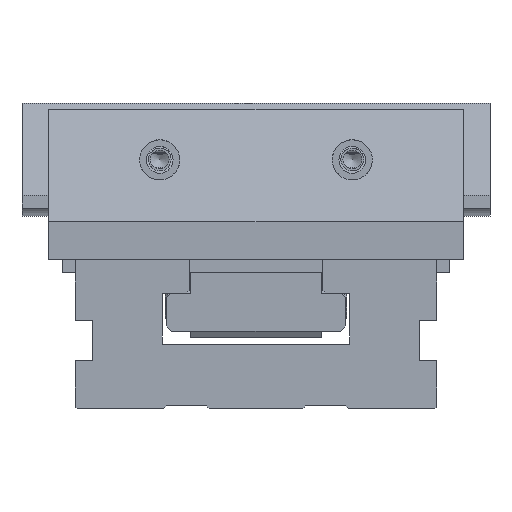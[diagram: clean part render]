
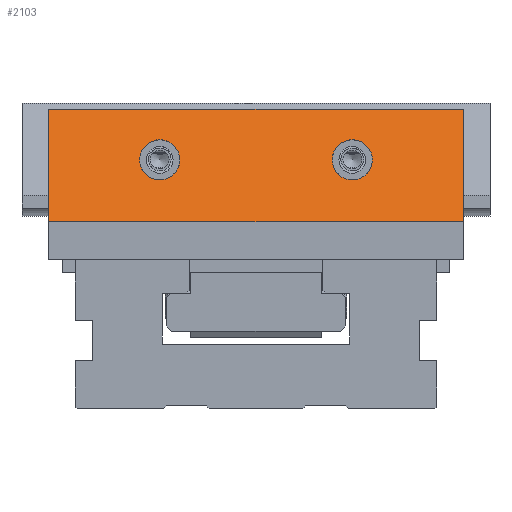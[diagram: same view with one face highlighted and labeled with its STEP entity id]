
A CAD part, left-side view. The second image highlights one B-rep face of the part: STEP entity #2103.
In plain terms, the highlighted planar face has unit normal (-0.924, 0, 0.383).
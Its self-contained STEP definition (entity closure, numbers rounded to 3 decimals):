
#1402=FACE_BOUND('',#3123,.T.);
#1403=FACE_BOUND('',#3124,.T.);
#1404=FACE_BOUND('',#3125,.T.);
#1784=ELLIPSE('',#8725,8.118,7.5);
#1785=ELLIPSE('',#8740,8.118,7.5);
#2103=ADVANCED_FACE('',(#1402,#1403,#1404),#2538,.F.);
#2538=PLANE('',#8751);
#3123=EDGE_LOOP('',(#3862,#3863,#3864,#3865));
#3124=EDGE_LOOP('',(#3866));
#3125=EDGE_LOOP('',(#3867));
#3862=ORIENTED_EDGE('',*,*,#6435,.T.);
#3863=ORIENTED_EDGE('',*,*,#6448,.T.);
#3864=ORIENTED_EDGE('',*,*,#6440,.T.);
#3865=ORIENTED_EDGE('',*,*,#6472,.T.);
#3866=ORIENTED_EDGE('',*,*,#6492,.F.);
#3867=ORIENTED_EDGE('',*,*,#6486,.F.);
#5698=VERTEX_POINT('',#11593);
#5699=VERTEX_POINT('',#11594);
#5702=VERTEX_POINT('',#11603);
#5703=VERTEX_POINT('',#11604);
#5734=VERTEX_POINT('',#11693);
#5741=VERTEX_POINT('',#11715);
#6435=EDGE_CURVE('',#5698,#5699,#7408,.T.);
#6440=EDGE_CURVE('',#5702,#5703,#7411,.T.);
#6448=EDGE_CURVE('',#5699,#5702,#7419,.T.);
#6472=EDGE_CURVE('',#5703,#5698,#7436,.T.);
#6486=EDGE_CURVE('',#5734,#5734,#1784,.T.);
#6492=EDGE_CURVE('',#5741,#5741,#1785,.T.);
#7408=LINE('',#11592,#8057);
#7411=LINE('',#11602,#8060);
#7419=LINE('',#11617,#8068);
#7436=LINE('',#11663,#8085);
#8057=VECTOR('',#9460,1.);
#8060=VECTOR('',#9469,1.);
#8068=VECTOR('',#9479,1.);
#8085=VECTOR('',#9516,1.);
#8725=AXIS2_PLACEMENT_3D('',#11692,#9551,#9552);
#8740=AXIS2_PLACEMENT_3D('',#11714,#9581,#9582);
#8751=AXIS2_PLACEMENT_3D('',#11730,#9603,#9604);
#9460=DIRECTION('',(0.,1.,0.));
#9469=DIRECTION('',(0.,-1.,0.));
#9479=DIRECTION('',(-0.383,0.,-0.924));
#9516=DIRECTION('',(0.383,0.,0.924));
#9551=DIRECTION('',(-0.924,0.,0.383));
#9552=DIRECTION('',(0.383,0.,0.924));
#9581=DIRECTION('',(-0.924,0.,0.383));
#9582=DIRECTION('',(0.383,0.,0.924));
#9603=DIRECTION('',(0.924,0.,-0.383));
#9604=DIRECTION('',(0.383,0.,0.924));
#11592=CARTESIAN_POINT('',(17.407,67.5,112.4));
#11593=CARTESIAN_POINT('',(17.407,-10.,112.4));
#11594=CARTESIAN_POINT('',(17.407,145.,112.4));
#11602=CARTESIAN_POINT('',(0.,67.5,70.377));
#11603=CARTESIAN_POINT('',(0.,145.,70.377));
#11604=CARTESIAN_POINT('',(0.,-10.,70.377));
#11617=CARTESIAN_POINT('',(0.992,145.,72.772));
#11663=CARTESIAN_POINT('',(0.992,-10.,72.772));
#11692=CARTESIAN_POINT('',(9.578,103.5,93.5));
#11693=CARTESIAN_POINT('',(12.685,103.5,101.));
#11714=CARTESIAN_POINT('',(9.578,31.5,93.5));
#11715=CARTESIAN_POINT('',(12.685,31.5,101.));
#11730=CARTESIAN_POINT('',(19.291,67.5,116.95));
